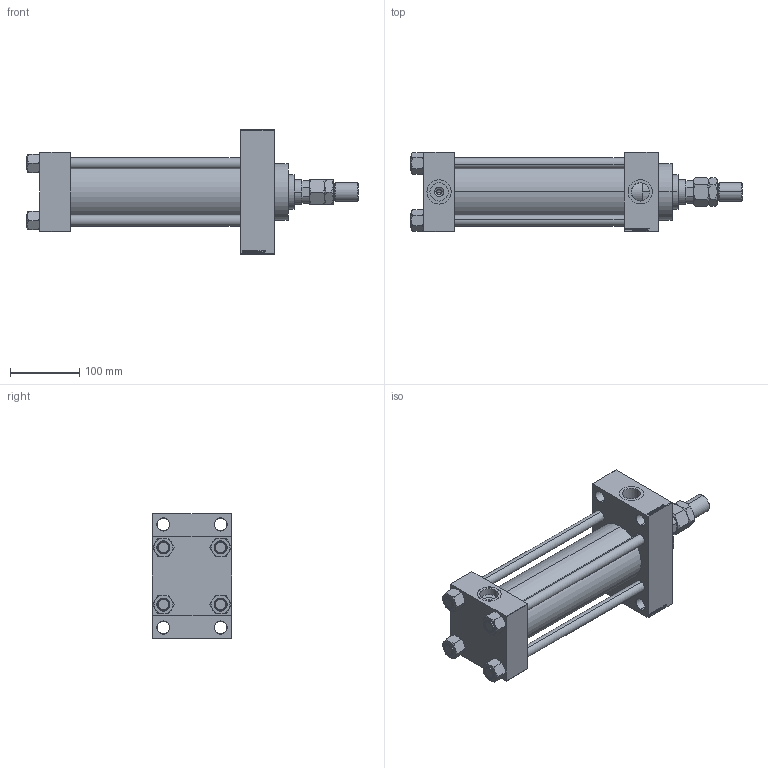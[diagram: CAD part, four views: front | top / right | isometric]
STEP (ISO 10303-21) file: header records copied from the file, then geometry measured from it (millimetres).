
FILE_DESCRIPTION (( 'STEP AP203' ), '1' );
FILE_NAME ('3f22.STEP', '2024-03-18T12:36:15', ( '' ), ( '' ), 'SwSTEP 2.0', 'SolidWorks 2019', '' );
FILE_SCHEMA (( 'CONFIG_CONTROL_DESIGN' ));
Length unit declared in the file: millimetre
Products named in the file (7): V215CR_VCP_D 3f7080f74b72f73cd020e5cf09200bc7; 3f22; V215_VC_A 3f7080f74b72f73cd020e5cf09200bc7; V215CR_D_TYCINKA 3f7080f74b72f73cd020e5cf09200bc7; NUT_M5_D 3f7080f74b72f73cd020e5cf09200bc7; V215CR_D_Body 3f7080f74b72f73cd020e5cf09200bc7; MTA 3f7080f74b72f73cd020e5cf09200bc7
Assembly tree (12 placements, depth 2):
  3f22
    V215CR_D_Body 3f7080f74b72f73cd020e5cf09200bc7
    V215CR_VCP_D 3f7080f74b72f73cd020e5cf09200bc7
    NUT_M5_D 3f7080f74b72f73cd020e5cf09200bc7  x4
    V215CR_D_TYCINKA 3f7080f74b72f73cd020e5cf09200bc7  x4
    V215_VC_A 3f7080f74b72f73cd020e5cf09200bc7
    MTA 3f7080f74b72f73cd020e5cf09200bc7
Bounding box: 480 x 115 x 180 mm (x, y, z)
Volume: 2506359.9 mm3; surface area: 456473.2 mm2
Topology: 12 solids, 12 shells, 1200 faces, 3003 edges, 1939 vertices
Faces by surface type: plane 560, bspline 368, cone 170, cylinder 92, torus 10
Entity records: 49318 total; most frequent: CARTESIAN_POINT 25780, ORIENTED_EDGE 5270, DIRECTION 3451, EDGE_CURVE 2635, VERTEX_POINT 1717, LINE 1547, VECTOR 1547, EDGE_LOOP 1176
